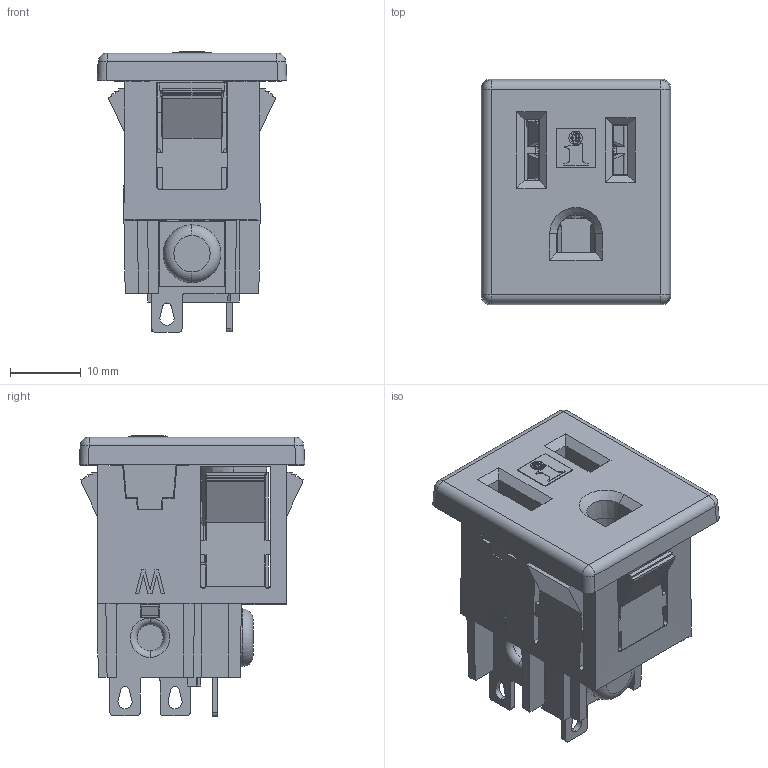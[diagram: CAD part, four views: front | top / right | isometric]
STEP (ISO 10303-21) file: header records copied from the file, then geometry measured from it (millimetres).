
FILE_DESCRIPTION(('OneSpaceDesigner STEP Export'),'2;1');
FILE_NAME('88213100_R1_NEMA_5-15_Small_Solder-Tab_wo-LNscrews_wGNDscrew_9-26-12.stp','2012-09-26T15:26:49',(''),(''),'OneSpace Designer STEP processor for AP214 (Solid Model)','OneSpace Designer 14.50 18-Oct-2006 (C) CoCreate Software GmbH','');
FILE_SCHEMA(('AUTOMOTIVE_DESIGN { 1 0 10303 214 1 1 1 1 }'));
Length unit declared in the file: millimetre
Products named in the file (10): 55030610-R2_NEMA_Contact_Solder-Tab.2; 55030610-R2_NEMA_Contact_Solder-Tab_Assy; 55030780-R4_NEMA-GROUND-SO_11-9-11; Contacts_Solder-Tab_Assy; 55060100-R5_NEMA_5-15_Face-Plate_2-28-11; 55060170-R8_NEMA_5-15_Socket-Body; Screw_8-32x.312PHPD; Washer-No8-.182-Square.1; GND-Screw_Assy; 88213100_R1_NEMA_5-15_Small_Solder-Tab_wo-LNscrews_wGNDscrew_9-26-12
Assembly tree (10 placements, depth 4):
  88213100_R1_NEMA_5-15_Small_Solder-Tab_wo-LNscrews_wGNDscrew_9-26-12
    GND-Screw_Assy
      Washer-No8-.182-Square.1
      Screw_8-32x.312PHPD
    55060170-R8_NEMA_5-15_Socket-Body
    55060100-R5_NEMA_5-15_Face-Plate_2-28-11
    Contacts_Solder-Tab_Assy
      55030780-R4_NEMA-GROUND-SO_11-9-11
      55030610-R2_NEMA_Contact_Solder-Tab_Assy
        55030610-R2_NEMA_Contact_Solder-Tab.2  x2
Bounding box: 26.91 x 31.99 x 39.8 mm (x, y, z)
Volume: 9323.5 mm3; surface area: 13458.3 mm2
Topology: 7 solids, 7 shells, 2565 faces, 7342 edges, 4860 vertices
Faces by surface type: plane 2294, cylinder 239, torus 14, cone 10, bspline 4, sphere 4
Entity records: 79273 total; most frequent: CARTESIAN_POINT 15113, ORIENTED_EDGE 14098, DIRECTION 11898, EDGE_CURVE 7049, VECTOR 6520, LINE 6520, VERTEX_POINT 4670, AXIS2_PLACEMENT_3D 2689
